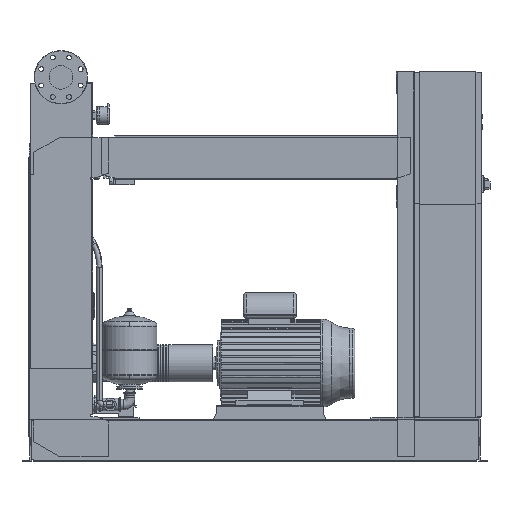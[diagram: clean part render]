
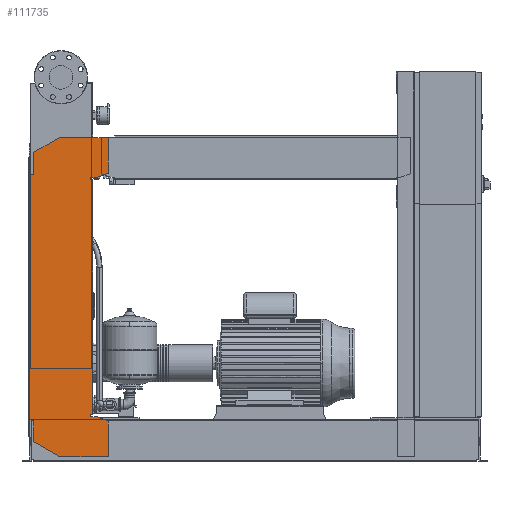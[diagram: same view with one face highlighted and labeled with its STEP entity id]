
A CAD part, front view. The second image highlights one B-rep face of the part: STEP entity #111735.
In plain terms, the highlighted free-form (B-spline) face has degree [1, 1] with [2, 2] control points.
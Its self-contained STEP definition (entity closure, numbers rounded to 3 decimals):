
#111220=CARTESIAN_POINT('',(-102.0,-463.5,1076.0));
#111221=VERTEX_POINT('',#111220);
#111228=CARTESIAN_POINT('',(-102.0,-463.5,1158.574));
#111229=VERTEX_POINT('',#111228);
#111230=CARTESIAN_POINT('',(-102.0,-463.5,1076.0));
#111231=DIRECTION('',(0.0,0.0,1.0));
#111232=VECTOR('',#111231,82.574);
#111233=LINE('',#111230,#111232);
#111234=EDGE_CURVE('',#111221,#111229,#111233,.T.);
#111252=CARTESIAN_POINT('',(-6.,-463.5,1214.0));
#111253=VERTEX_POINT('',#111252);
#111254=CARTESIAN_POINT('',(-102.0,-463.5,1158.574));
#111255=DIRECTION('',(0.866,0.0,0.5));
#111256=VECTOR('',#111255,110.851);
#111257=LINE('',#111254,#111256);
#111258=EDGE_CURVE('',#111229,#111253,#111257,.T.);
#111276=CARTESIAN_POINT('',(177.0,-463.5,1214.0));
#111277=VERTEX_POINT('',#111276);
#111278=CARTESIAN_POINT('',(-6.,-463.5,1214.0));
#111279=DIRECTION('',(1.0,0.0,0.0));
#111280=VECTOR('',#111279,183.0);
#111281=LINE('',#111278,#111280);
#111282=EDGE_CURVE('',#111253,#111277,#111281,.T.);
#111300=CARTESIAN_POINT('',(177.0,-463.5,1080.379));
#111301=VERTEX_POINT('',#111300);
#111302=CARTESIAN_POINT('',(177.0,-463.5,1214.0));
#111303=DIRECTION('',(0.0,0.0,-1.0));
#111304=VECTOR('',#111303,133.621);
#111305=LINE('',#111302,#111304);
#111306=EDGE_CURVE('',#111277,#111301,#111305,.T.);
#111324=CARTESIAN_POINT('',(132.,-463.5,1064.0));
#111325=VERTEX_POINT('',#111324);
#111326=CARTESIAN_POINT('',(177.0,-463.5,1080.379));
#111327=DIRECTION('',(-0.94,0.0,-0.342));
#111328=VECTOR('',#111327,47.888);
#111329=LINE('',#111326,#111328);
#111330=EDGE_CURVE('',#111301,#111325,#111329,.T.);
#111348=CARTESIAN_POINT('',(112.0,-463.5,1064.0));
#111349=VERTEX_POINT('',#111348);
#111350=CARTESIAN_POINT('',(132.,-463.5,1064.0));
#111351=DIRECTION('',(-1.0,0.0,0.0));
#111352=VECTOR('',#111351,20.);
#111353=LINE('',#111350,#111352);
#111354=EDGE_CURVE('',#111325,#111349,#111353,.T.);
#111372=CARTESIAN_POINT('',(112.0,-463.5,1056.0));
#111373=VERTEX_POINT('',#111372);
#111374=CARTESIAN_POINT('',(112.0,-463.5,1064.0));
#111375=DIRECTION('',(0.0,0.0,-1.0));
#111376=VECTOR('',#111375,8.0);
#111377=LINE('',#111374,#111376);
#111378=EDGE_CURVE('',#111349,#111373,#111377,.T.);
#111396=CARTESIAN_POINT('',(120.,-463.5,1056.0));
#111397=VERTEX_POINT('',#111396);
#111398=CARTESIAN_POINT('',(112.0,-463.5,1056.0));
#111399=DIRECTION('',(1.0,0.0,0.0));
#111400=VECTOR('',#111399,8.);
#111401=LINE('',#111398,#111400);
#111402=EDGE_CURVE('',#111373,#111397,#111401,.T.);
#111420=CARTESIAN_POINT('',(120.,-463.5,176.));
#111421=VERTEX_POINT('',#111420);
#111432=CARTESIAN_POINT('',(120.,-463.5,1056.0));
#111433=DIRECTION('',(0.0,0.0,-1.0));
#111434=VECTOR('',#111433,880.);
#111435=LINE('',#111432,#111434);
#111436=EDGE_CURVE('',#111397,#111421,#111435,.T.);
#111450=CARTESIAN_POINT('',(112.,-463.5,176.));
#111451=VERTEX_POINT('',#111450);
#111452=CARTESIAN_POINT('',(120.,-463.5,176.));
#111453=DIRECTION('',(-1.0,0.0,0.0));
#111454=VECTOR('',#111453,8.);
#111455=LINE('',#111452,#111454);
#111456=EDGE_CURVE('',#111421,#111451,#111455,.T.);
#111474=CARTESIAN_POINT('',(112.,-463.5,168.));
#111475=VERTEX_POINT('',#111474);
#111476=CARTESIAN_POINT('',(112.,-463.5,176.));
#111477=DIRECTION('',(0.0,0.0,-1.0));
#111478=VECTOR('',#111477,8.0);
#111479=LINE('',#111476,#111478);
#111480=EDGE_CURVE('',#111451,#111475,#111479,.T.);
#111498=CARTESIAN_POINT('',(132.,-463.5,168.));
#111499=VERTEX_POINT('',#111498);
#111500=CARTESIAN_POINT('',(112.,-463.5,168.));
#111501=DIRECTION('',(1.0,0.0,0.0));
#111502=VECTOR('',#111501,20.0);
#111503=LINE('',#111500,#111502);
#111504=EDGE_CURVE('',#111475,#111499,#111503,.T.);
#111522=CARTESIAN_POINT('',(177.,-463.5,151.621));
#111523=VERTEX_POINT('',#111522);
#111524=CARTESIAN_POINT('',(132.,-463.5,168.));
#111525=DIRECTION('',(0.94,0.0,-0.342));
#111526=VECTOR('',#111525,47.888);
#111527=LINE('',#111524,#111526);
#111528=EDGE_CURVE('',#111499,#111523,#111527,.T.);
#111546=CARTESIAN_POINT('',(177.,-463.5,18.0));
#111547=VERTEX_POINT('',#111546);
#111548=CARTESIAN_POINT('',(177.,-463.5,151.621));
#111549=DIRECTION('',(0.0,0.0,-1.0));
#111550=VECTOR('',#111549,133.621);
#111551=LINE('',#111548,#111550);
#111552=EDGE_CURVE('',#111523,#111547,#111551,.T.);
#111570=CARTESIAN_POINT('',(-4.,-463.5,18.0));
#111571=VERTEX_POINT('',#111570);
#111572=CARTESIAN_POINT('',(177.,-463.5,18.0));
#111573=DIRECTION('',(-1.0,0.0,0.0));
#111574=VECTOR('',#111573,181.);
#111575=LINE('',#111572,#111574);
#111576=EDGE_CURVE('',#111547,#111571,#111575,.T.);
#111594=CARTESIAN_POINT('',(-102.,-463.5,74.58));
#111595=VERTEX_POINT('',#111594);
#111596=CARTESIAN_POINT('',(-4.,-463.5,18.0));
#111597=DIRECTION('',(-0.866,0.,0.5));
#111598=VECTOR('',#111597,113.161);
#111599=LINE('',#111596,#111598);
#111600=EDGE_CURVE('',#111571,#111595,#111599,.T.);
#111618=CARTESIAN_POINT('',(-102.,-463.5,156.0));
#111619=VERTEX_POINT('',#111618);
#111620=CARTESIAN_POINT('',(-102.,-463.5,74.58));
#111621=DIRECTION('',(0.0,0.0,1.0));
#111622=VECTOR('',#111621,81.42);
#111623=LINE('',#111620,#111622);
#111624=EDGE_CURVE('',#111595,#111619,#111623,.T.);
#111642=CARTESIAN_POINT('',(-122.,-463.5,156.0));
#111643=VERTEX_POINT('',#111642);
#111644=CARTESIAN_POINT('',(-102.,-463.5,156.0));
#111645=DIRECTION('',(-1.0,0.0,0.0));
#111646=VECTOR('',#111645,20.0);
#111647=LINE('',#111644,#111646);
#111648=EDGE_CURVE('',#111619,#111643,#111647,.T.);
#111666=CARTESIAN_POINT('',(-122.0,-463.5,1076.0));
#111667=VERTEX_POINT('',#111666);
#111680=CARTESIAN_POINT('',(-122.,-463.5,156.0));
#111681=DIRECTION('',(0.0,0.0,1.0));
#111682=VECTOR('',#111681,920.0);
#111683=LINE('',#111680,#111682);
#111684=EDGE_CURVE('',#111643,#111667,#111683,.T.);
#111698=CARTESIAN_POINT('',(-122.0,-463.5,1076.0));
#111699=DIRECTION('',(1.0,0.0,0.0));
#111700=VECTOR('',#111699,20.0);
#111701=LINE('',#111698,#111700);
#111702=EDGE_CURVE('',#111667,#111221,#111701,.T.);
#111708=CARTESIAN_POINT('',(-122.,-463.5,18.0));
#111709=CARTESIAN_POINT('',(177.0,-463.5,18.0));
#111710=CARTESIAN_POINT('',(-122.,-463.5,1214.0));
#111711=CARTESIAN_POINT('',(177.0,-463.5,1214.0));
#111712=B_SPLINE_SURFACE_WITH_KNOTS('',1,1,((#111708,#111710),(#111709,#111711)),.UNSPECIFIED.,.F.,.F.,.U.,(2,2),(2,2),(0.0,299.),(0.0,1196.0),.UNSPECIFIED.);
#111713=ORIENTED_EDGE('',*,*,#111702,.F.);
#111714=ORIENTED_EDGE('',*,*,#111684,.F.);
#111715=ORIENTED_EDGE('',*,*,#111648,.F.);
#111716=ORIENTED_EDGE('',*,*,#111624,.F.);
#111717=ORIENTED_EDGE('',*,*,#111600,.F.);
#111718=ORIENTED_EDGE('',*,*,#111576,.F.);
#111719=ORIENTED_EDGE('',*,*,#111552,.F.);
#111720=ORIENTED_EDGE('',*,*,#111528,.F.);
#111721=ORIENTED_EDGE('',*,*,#111504,.F.);
#111722=ORIENTED_EDGE('',*,*,#111480,.F.);
#111723=ORIENTED_EDGE('',*,*,#111456,.F.);
#111724=ORIENTED_EDGE('',*,*,#111436,.F.);
#111725=ORIENTED_EDGE('',*,*,#111402,.F.);
#111726=ORIENTED_EDGE('',*,*,#111378,.F.);
#111727=ORIENTED_EDGE('',*,*,#111354,.F.);
#111728=ORIENTED_EDGE('',*,*,#111330,.F.);
#111729=ORIENTED_EDGE('',*,*,#111306,.F.);
#111730=ORIENTED_EDGE('',*,*,#111282,.F.);
#111731=ORIENTED_EDGE('',*,*,#111258,.F.);
#111732=ORIENTED_EDGE('',*,*,#111234,.F.);
#111733=EDGE_LOOP('',(#111713,#111714,#111715,#111716,#111717,#111718,#111719,#111720,#111721,#111722,#111723,#111724,#111725,#111726,#111727,#111728,#111729,#111730,#111731,#111732));
#111734=FACE_OUTER_BOUND('',#111733,.T.);
#111735=ADVANCED_FACE('',(#111734),#111712,.T.);
